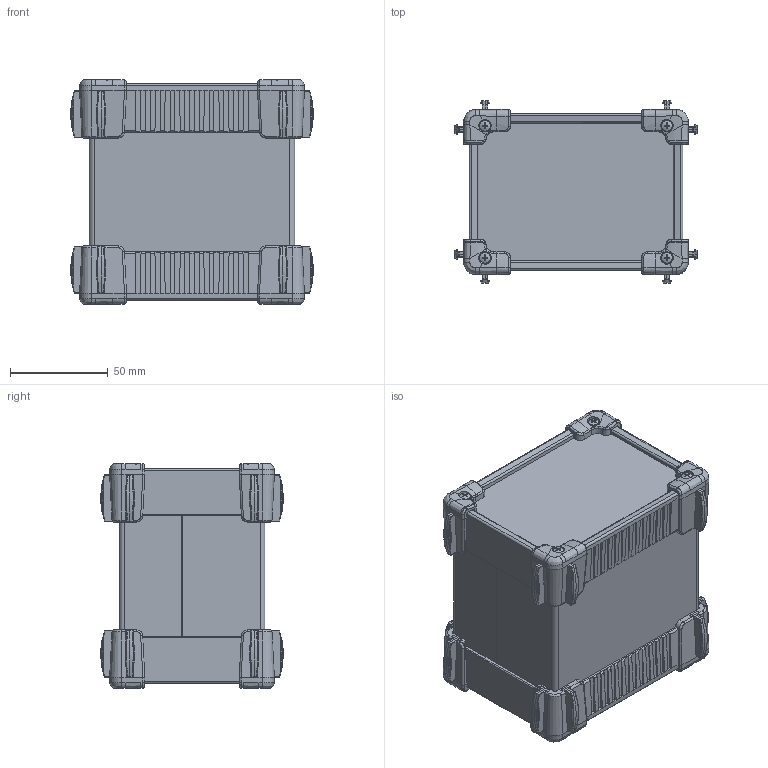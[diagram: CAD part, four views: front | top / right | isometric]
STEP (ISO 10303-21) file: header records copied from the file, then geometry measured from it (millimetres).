
FILE_DESCRIPTION((''),'2;1');
FILE_NAME('ET06_04_100.stp','2014-12-15T07:52:25',('Lochen'),(''),'Autodesk Inventor 2012','Autodesk Inventor 2012','');
FILE_SCHEMA(('AUTOMOTIVE_DESIGN { 1 0 10303 214 1 1 1 1 }'));
Length unit declared in the file: millimetre
Products named in the file (8): ET06_04_100; 001032437; 001032431; 001003188; 001001992; 001033404; 001001950; ISO 7047 (H) M3x10 - 4.8 - H
Assembly tree (36 placements, depth 2):
  ET06_04_100
    001032437
    001032431
    001003188  x2
    001001992  x4
    001033404  x4
    001001950  x16
    ISO 7047 (H) M3x10 - 4.8 - H  x8
Bounding box: 124.09 x 93.34 x 115.06 mm (x, y, z)
Volume: 222570.5 mm3; surface area: 193801.5 mm2
Topology: 36 solids, 36 shells, 2498 faces, 6114 edges, 3712 vertices
Faces by surface type: plane 1244, cylinder 530, bspline 292, cone 200, torus 160, sphere 72
Full cylindrical faces by diameter (mm): 2.5 x8, 3 x8, 3.4 x8, 5.5 x8
Entity records: 24421 total; most frequent: CARTESIAN_POINT 7199, ORIENTED_EDGE 3452, DIRECTION 3312, EDGE_CURVE 1726, VECTOR 1206, LINE 1206, VERTEX_POINT 1103, AXIS2_PLACEMENT_3D 1053
